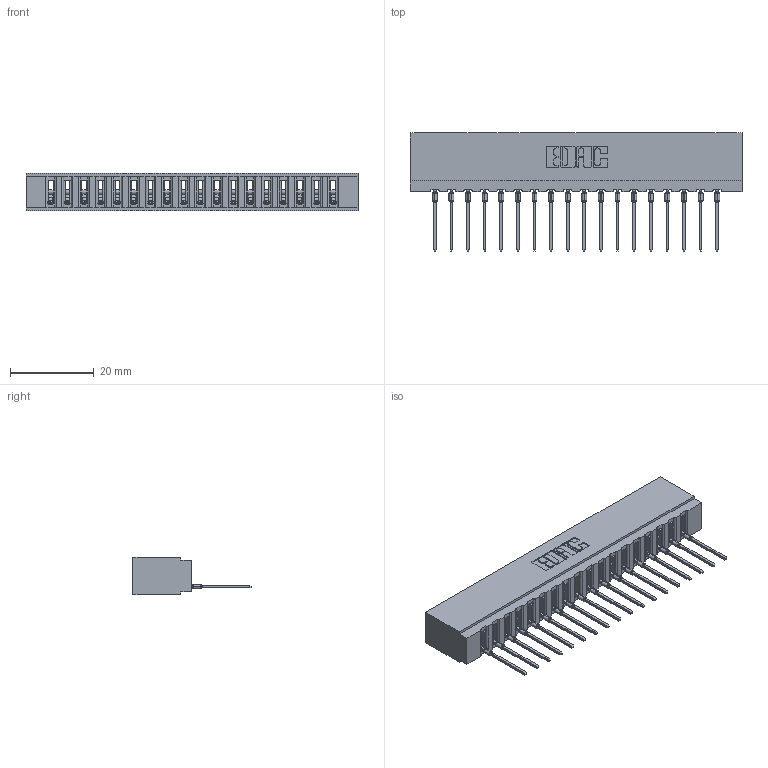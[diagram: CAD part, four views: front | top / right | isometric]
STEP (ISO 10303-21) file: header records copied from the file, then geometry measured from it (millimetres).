
FILE_DESCRIPTION (( 'STEP AP203' ), '1' );
FILE_NAME ('717-018-540-101.STEP', '2026-02-20T20:34:52', ( '' ), ( '' ), 'SwSTEP 2.0', 'SolidWorks 2023', '' );
FILE_SCHEMA (( 'CONFIG_CONTROL_DESIGN' ));
Length unit declared in the file: millimetre
Products named in the file (3): 745-292-001_540; 717-018-540-101; 717 Part_Insulator Option - 06
Assembly tree (19 placements, depth 2):
  717-018-540-101
    717 Part_Insulator Option - 06
    745-292-001_540  x18
Bounding box: 79.2 x 28.18 x 8.89 mm (x, y, z)
Volume: 6838.4 mm3; surface area: 9552.1 mm2
Topology: 19 solids, 19 shells, 2128 faces, 5849 edges, 3694 vertices
Faces by surface type: plane 1278, cylinder 382, bspline 360, torus 108
Entity records: 33529 total; most frequent: CARTESIAN_POINT 6411, ORIENTED_EDGE 5816, DIRECTION 5064, EDGE_CURVE 2908, LINE 2618, VECTOR 2618, VERTEX_POINT 1858, AXIS2_PLACEMENT_3D 1223
